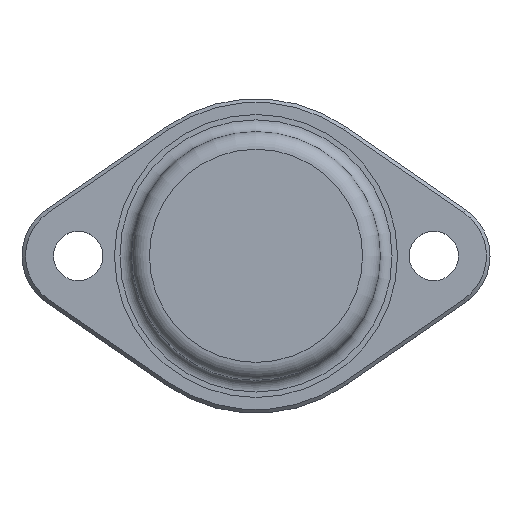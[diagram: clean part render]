
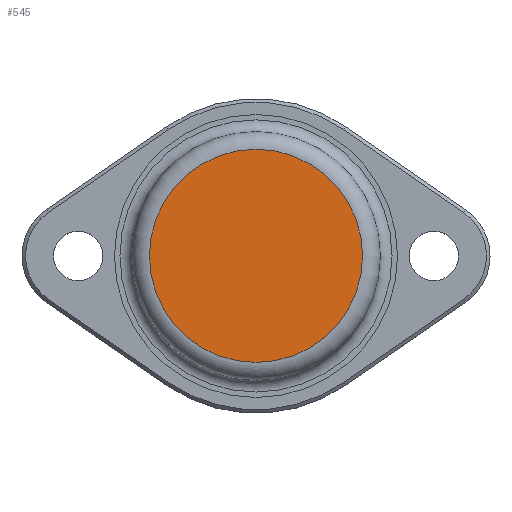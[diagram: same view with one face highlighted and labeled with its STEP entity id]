
A CAD part, top view. The second image highlights one B-rep face of the part: STEP entity #545.
In plain terms, the highlighted planar face has unit normal (0, 0, 1).
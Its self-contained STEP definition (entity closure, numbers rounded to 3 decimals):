
#103=PLANE('',#620);
#160=FACE_OUTER_BOUND('',#217,.T.);
#217=EDGE_LOOP('',(#483));
#261=CIRCLE('',#619,9.04);
#307=VERTEX_POINT('',#953);
#369=EDGE_CURVE('',#307,#307,#261,.T.);
#483=ORIENTED_EDGE('',*,*,#369,.F.);
#545=ADVANCED_FACE('',(#160),#103,.T.);
#619=AXIS2_PLACEMENT_3D('',#954,#777,#778);
#620=AXIS2_PLACEMENT_3D('',#955,#779,#780);
#777=DIRECTION('center_axis',(0.,0.,-1.));
#778=DIRECTION('ref_axis',(1.,0.,0.));
#779=DIRECTION('center_axis',(0.,0.,1.));
#780=DIRECTION('ref_axis',(-1.,0.,0.));
#953=CARTESIAN_POINT('',(-9.04,0.,8.51));
#954=CARTESIAN_POINT('Origin',(0.,0.,8.51));
#955=CARTESIAN_POINT('Origin',(0.,0.,
8.51));
